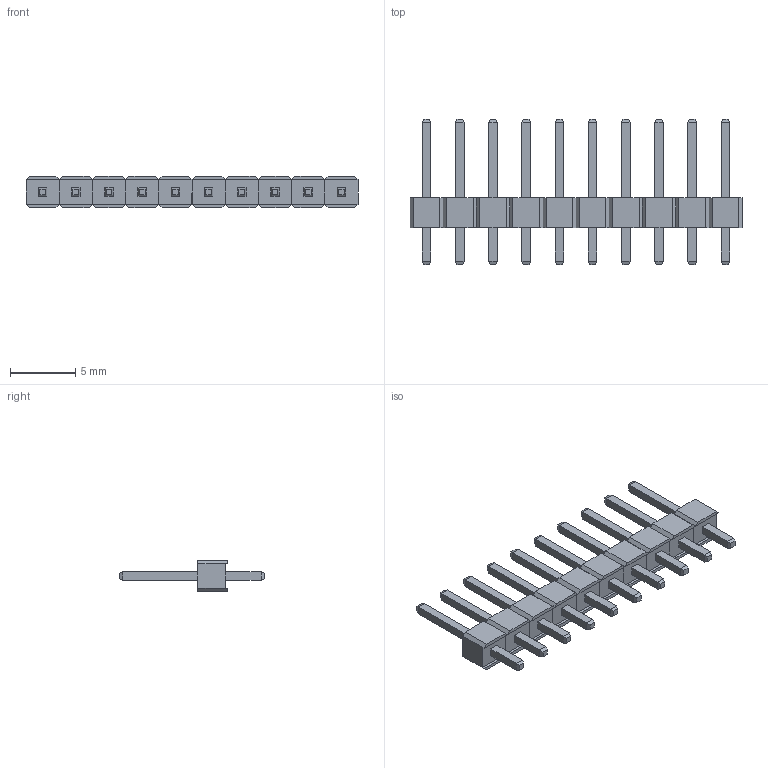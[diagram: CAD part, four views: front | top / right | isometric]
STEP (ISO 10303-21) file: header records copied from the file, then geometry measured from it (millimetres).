
FILE_DESCRIPTION (( 'STEP AP214' ), '1' );
FILE_NAME ('10x_Male_Pin_2.54_mm.STEP', '2020-05-13T07:46:22', ( '' ), ( '' ), 'SwSTEP 2.0', 'SolidWorks 2018', '' );
FILE_SCHEMA (( 'AUTOMOTIVE_DESIGN' ));
Length unit declared in the file: millimetre
Products named in the file (2): 1_Male_Pin_2.54_mm; 10x_Male_Pin_2.54_mm
Assembly tree (10 placements, depth 2):
  10x_Male_Pin_2.54_mm
    1_Male_Pin_2.54_mm  x10
Bounding box: 25.4 x 11.1 x 2.4 mm (x, y, z)
Volume: 165.1 mm3; surface area: 564.2 mm2
Topology: 10 solids, 10 shells, 320 faces, 720 edges, 440 vertices
Faces by surface type: plane 320
Entity records: 1350 total; most frequent: DIRECTION 162, CARTESIAN_POINT 161, ORIENTED_EDGE 144, VECTOR 72, LINE 72, EDGE_CURVE 72, AXIS2_PLACEMENT_3D 45, VERTEX_POINT 44
